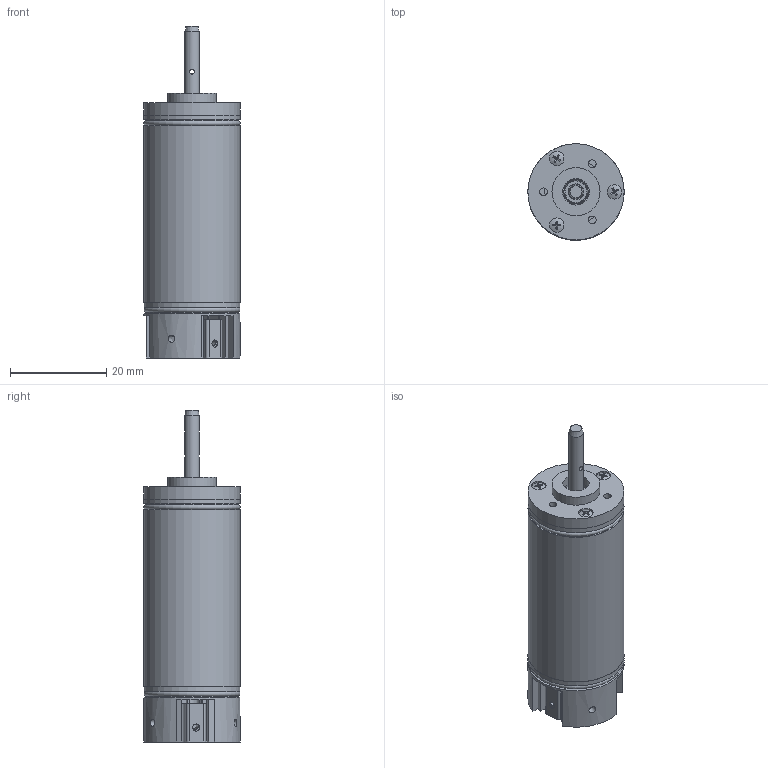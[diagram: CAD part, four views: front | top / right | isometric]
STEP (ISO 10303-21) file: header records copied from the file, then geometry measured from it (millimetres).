
FILE_DESCRIPTION (( 'STEP AP203' ), '1' );
FILE_NAME ('ECH2053 3D芞.STEP', '2025-12-04T01:31:50', ( 'Windows 蚚誧' ), ( 'Organization' ), 'SwSTEP 2.0', 'SolidWorks 2020', '' );
FILE_SCHEMA (( 'CONFIG_CONTROL_DESIGN' ));
Length unit declared in the file: millimetre
Products named in the file (12): 01.20.0008 諉盄嘐隅啣; 01.01.0073 ヶ傷裔; 01.05.0004 O型圈; M1.6｡ﾁ5; 01.07.0055 儂褲; 01.02.0152 綴傷裔; 01.06.0003 粣創; M1.6x3; 01.05.0007 O型圈; ECH2053 3Dͼ; 01.10.0109 粣; 01.20.0007 傷赽釱
Assembly tree (18 placements, depth 2):
  ECH2053 3Dͼ
    01.07.0055 儂褲
    01.01.0073 ヶ傷裔
    01.02.0152 綴傷裔
    01.05.0004 O型圈  x2
    01.06.0003 粣創  x2
    01.10.0109 粣
    01.20.0007 傷赽釱
    01.20.0008 諉盄嘐隅啣  x3
    01.05.0007 O型圈  x2
    M1.6｡ﾁ5  x3
    M1.6x3
Bounding box: 20 x 20 x 69 mm (x, y, z)
Volume: 6883 mm3; surface area: 13063.7 mm2
Topology: 18 solids, 18 shells, 516 faces, 1306 edges, 843 vertices
Faces by surface type: plane 245, cylinder 129, sphere 67, torus 48, cone 19, bspline 8
Full cylindrical faces by diameter (mm): 1 x1, 1.25 x3, 1.3 x3, 1.386 x3, 1.5 x6, 1.6 x6, 1.7 x3, 2 x8, 2.5 x3, 3 x9, 3.6 x1, 4.5 x5, 5.038 x2, 5.5 x2, 5.962 x2, 6.5 x4, 8 x6, 10 x3, 13 x1, 15.6 x1, 16.8 x1, 18.4 x2, 18.6 x3, 18.7 x1, 18.9 x2, 20 x5
Entity records: 14202 total; most frequent: CARTESIAN_POINT 5052, DIRECTION 1574, ORIENTED_EDGE 1488, EDGE_CURVE 744, AXIS2_PLACEMENT_3D 656, VERTEX_POINT 536, EDGE_LOOP 506, FACE_OUTER_BOUND 398
